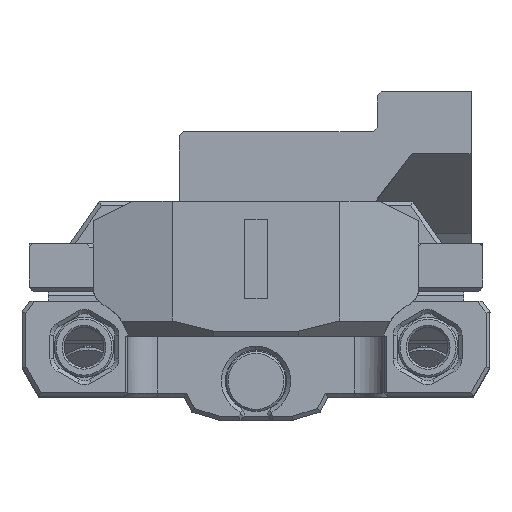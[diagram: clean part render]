
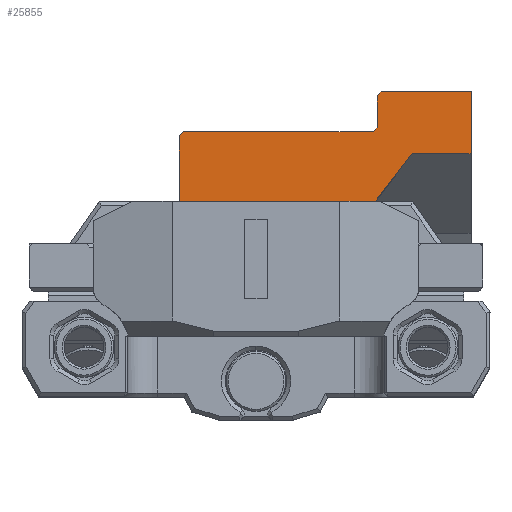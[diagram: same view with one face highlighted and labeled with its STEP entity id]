
A CAD part, top view. The second image highlights one B-rep face of the part: STEP entity #25855.
In plain terms, the highlighted planar face has unit normal (0, 0, 1).
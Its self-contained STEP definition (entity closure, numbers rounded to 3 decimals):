
#1598=PLANE('',#27842);
#2863=FACE_OUTER_BOUND('',#4352,.T.);
#4352=EDGE_LOOP('',(#21093,#21094,#21095,#21096,#21097,#21098,#21099,#21100,
#21101,#21102,#21103,#21104,#21105));
#6370=LINE('',#41590,#8926);
#6377=LINE('',#41603,#8933);
#6450=LINE('',#41801,#9006);
#6458=LINE('',#41814,#9014);
#6462=LINE('',#41834,#9018);
#6466=LINE('',#41846,#9022);
#6488=LINE('',#41892,#9044);
#6495=LINE('',#41906,#9051);
#6498=LINE('',#41912,#9054);
#6512=LINE('',#41972,#9068);
#6513=LINE('',#41974,#9069);
#6514=LINE('',#41976,#9070);
#6515=LINE('',#41977,#9071);
#8926=VECTOR('',#32414,10.);
#8933=VECTOR('',#32425,10.);
#9006=VECTOR('',#32610,10.);
#9014=VECTOR('',#32622,10.);
#9018=VECTOR('',#32628,10.);
#9022=VECTOR('',#32638,10.);
#9044=VECTOR('',#32682,10.);
#9051=VECTOR('',#32695,10.);
#9054=VECTOR('',#32702,10.);
#9068=VECTOR('',#32730,10.);
#9069=VECTOR('',#32731,10.);
#9070=VECTOR('',#32732,10.);
#9071=VECTOR('',#32733,10.);
#12025=VERTEX_POINT('',#41587);
#12026=VERTEX_POINT('',#41589);
#12030=VERTEX_POINT('',#41602);
#12092=VERTEX_POINT('',#41798);
#12093=VERTEX_POINT('',#41800);
#12101=VERTEX_POINT('',#41832);
#12105=VERTEX_POINT('',#41843);
#12106=VERTEX_POINT('',#41845);
#12119=VERTEX_POINT('',#41891);
#12123=VERTEX_POINT('',#41905);
#12124=VERTEX_POINT('',#41911);
#12140=VERTEX_POINT('',#41973);
#12141=VERTEX_POINT('',#41975);
#15157=EDGE_CURVE('',#12025,#12026,#6370,.T.);
#15164=EDGE_CURVE('',#12030,#12026,#6377,.T.);
#15259=EDGE_CURVE('',#12092,#12093,#6450,.T.);
#15267=EDGE_CURVE('',#12025,#12093,#6458,.T.);
#15273=EDGE_CURVE('',#12092,#12101,#6462,.T.);
#15278=EDGE_CURVE('',#12105,#12106,#6466,.T.);
#15301=EDGE_CURVE('',#12030,#12119,#6488,.T.);
#15308=EDGE_CURVE('',#12119,#12123,#6495,.T.);
#15311=EDGE_CURVE('',#12106,#12124,#6498,.T.);
#15332=EDGE_CURVE('',#12123,#12105,#6512,.T.);
#15333=EDGE_CURVE('',#12140,#12101,#6513,.T.);
#15334=EDGE_CURVE('',#12141,#12140,#6514,.T.);
#15335=EDGE_CURVE('',#12124,#12141,#6515,.T.);
#21093=ORIENTED_EDGE('',*,*,#15278,.F.);
#21094=ORIENTED_EDGE('',*,*,#15332,.F.);
#21095=ORIENTED_EDGE('',*,*,#15308,.F.);
#21096=ORIENTED_EDGE('',*,*,#15301,.F.);
#21097=ORIENTED_EDGE('',*,*,#15164,.T.);
#21098=ORIENTED_EDGE('',*,*,#15157,.F.);
#21099=ORIENTED_EDGE('',*,*,#15267,.T.);
#21100=ORIENTED_EDGE('',*,*,#15259,.F.);
#21101=ORIENTED_EDGE('',*,*,#15273,.T.);
#21102=ORIENTED_EDGE('',*,*,#15333,.F.);
#21103=ORIENTED_EDGE('',*,*,#15334,.F.);
#21104=ORIENTED_EDGE('',*,*,#15335,.F.);
#21105=ORIENTED_EDGE('',*,*,#15311,.F.);
#25855=ADVANCED_FACE('',(#2863),#1598,.F.);
#27842=AXIS2_PLACEMENT_3D('',#41971,#32728,#32729);
#32414=DIRECTION('',(-0.383,-0.924,0.));
#32425=DIRECTION('',(1.,0.,0.));
#32610=DIRECTION('',(-0.613,-0.79,0.));
#32622=DIRECTION('',(0.,1.,0.));
#32628=DIRECTION('',(1.,0.,0.));
#32638=DIRECTION('',(0.707,0.707,0.));
#32682=DIRECTION('',(0.,1.,0.));
#32695=DIRECTION('',(0.707,0.707,0.));
#32702=DIRECTION('',(0.,1.,0.));
#32728=DIRECTION('center_axis',(0.,0.,
-1.));
#32729=DIRECTION('ref_axis',(-1.,0.,0.));
#32730=DIRECTION('',(1.,0.,0.));
#32731=DIRECTION('',(0.,-1.,0.));
#32732=DIRECTION('',(1.,0.,0.));
#32733=DIRECTION('',(0.707,0.707,0.));
#41587=CARTESIAN_POINT('',(12.119,36.831,34.35));
#41589=CARTESIAN_POINT('',(12.,36.544,34.35));
#41590=CARTESIAN_POINT('',(10.526,32.986,34.35));
#41602=CARTESIAN_POINT('',(-7.686,36.544,34.35));
#41603=CARTESIAN_POINT('',(11.493,36.544,34.35));
#41798=CARTESIAN_POINT('',(15.619,41.344,34.35));
#41800=CARTESIAN_POINT('',(12.119,36.834,34.35));
#41801=CARTESIAN_POINT('',(10.12,34.259,34.35));
#41814=CARTESIAN_POINT('',(12.119,35.391,34.35));
#41832=CARTESIAN_POINT('',(21.519,41.344,34.35));
#41834=CARTESIAN_POINT('',(11.493,41.344,34.35));
#41843=CARTESIAN_POINT('',(11.719,43.549,34.35));
#41845=CARTESIAN_POINT('',(12.119,43.949,34.35));
#41846=CARTESIAN_POINT('',(6.677,38.508,34.35));
#41891=CARTESIAN_POINT('',(-7.686,43.149,34.35));
#41892=CARTESIAN_POINT('',(-7.686,42.998,34.35));
#41905=CARTESIAN_POINT('',(-7.286,43.549,34.35));
#41906=CARTESIAN_POINT('',(-7.777,43.059,34.35));
#41911=CARTESIAN_POINT('',(12.119,47.149,34.35));
#41912=CARTESIAN_POINT('',(12.119,35.391,34.35));
#41971=CARTESIAN_POINT('Origin',(1.467,33.236,34.35));
#41972=CARTESIAN_POINT('',(7.167,43.549,34.35));
#41973=CARTESIAN_POINT('',(21.519,47.549,34.35));
#41974=CARTESIAN_POINT('',(21.519,47.549,34.35));
#41975=CARTESIAN_POINT('',(12.519,47.549,34.35));
#41976=CARTESIAN_POINT('',(7.661,47.549,34.35));
#41977=CARTESIAN_POINT('',(6.077,41.108,34.35));
